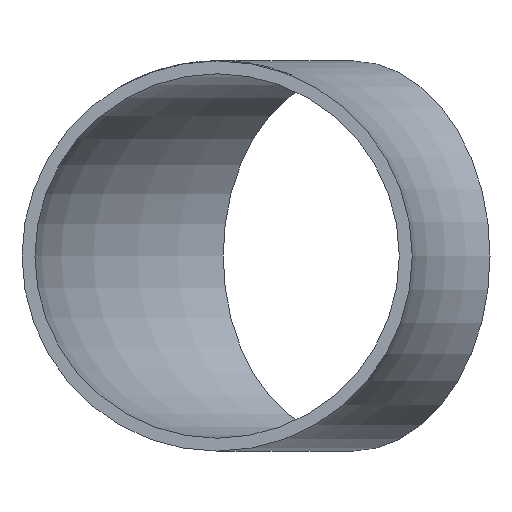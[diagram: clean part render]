
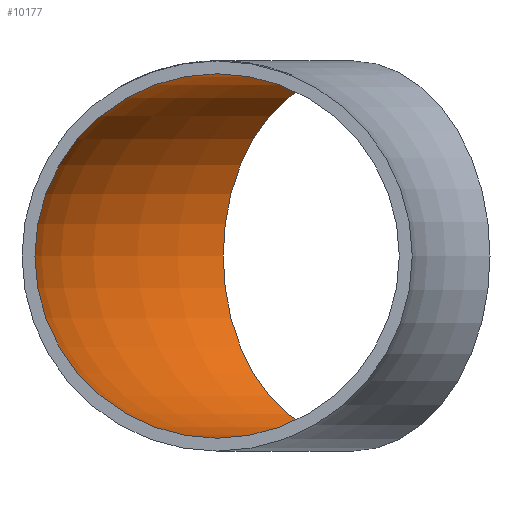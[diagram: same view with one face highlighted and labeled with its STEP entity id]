
A CAD part, front view. The second image highlights one B-rep face of the part: STEP entity #10177.
In plain terms, the highlighted toroidal (fillet/blend) face has major radius 57 mm and minor radius 22.55 mm.
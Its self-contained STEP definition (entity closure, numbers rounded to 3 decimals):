
#252 = DIRECTION ( 'NONE',  ( -0.707, 0.707, 0. ) ) ;
#3176 = EDGE_LOOP ( 'NONE', ( #12852 ) ) ;
#3454 = EDGE_LOOP ( 'NONE', ( #5192 ) ) ;
#3473 = CARTESIAN_POINT ( 'NONE',  ( -56.25, 56.25, 0. ) ) ;
#3806 = EDGE_CURVE ( 'NONE', #8574, #8574, #12888, .T. ) ;
#4175 = DIRECTION ( 'NONE',  ( 0., 1., 0. ) ) ;
#5192 = ORIENTED_EDGE ( 'NONE', *, *, #3806, .T. ) ;
#6694 = CARTESIAN_POINT ( 'NONE',  ( -40.305, 40.305, 0. ) ) ;
#6880 = CIRCLE ( 'NONE', #7642, 22.55 ) ;
#7620 = AXIS2_PLACEMENT_3D ( 'NONE', #7629, #13747, #11326 ) ;
#7629 = CARTESIAN_POINT ( 'NONE',  ( 0., 0., 0. ) ) ;
#7642 = AXIS2_PLACEMENT_3D ( 'NONE', #7713, #4175, #9189 ) ;
#7713 = CARTESIAN_POINT ( 'NONE',  ( -57., 0., 0. ) ) ;
#7715 = FACE_OUTER_BOUND ( 'NONE', #3176, .T. ) ;
#8574 = VERTEX_POINT ( 'NONE', #3473 ) ;
#8695 = FACE_OUTER_BOUND ( 'NONE', #3454, .T. ) ;
#9189 = DIRECTION ( 'NONE',  ( 0., 0., 1. ) ) ;
#9820 = CARTESIAN_POINT ( 'NONE',  ( -57., 0., 22.55 ) ) ;
#10177 = ADVANCED_FACE ( 'NONE', ( #8695, #7715 ), #14222, .F. ) ;
#11326 = DIRECTION ( 'NONE',  ( -1., 0., 0. ) ) ;
#11525 = DIRECTION ( 'NONE',  ( 0.707, 0.707, 0. ) ) ;
#12126 = VERTEX_POINT ( 'NONE', #9820 ) ;
#12852 = ORIENTED_EDGE ( 'NONE', *, *, #14707, .F. ) ;
#12888 = CIRCLE ( 'NONE', #16048, 22.55 ) ;
#13747 = DIRECTION ( 'NONE',  ( 0., 0., -1. ) ) ;
#14222 = TOROIDAL_SURFACE ( 'NONE', #7620, 57., 22.55 ) ;
#14707 = EDGE_CURVE ( 'NONE', #12126, #12126, #6880, .T. ) ;
#16048 = AXIS2_PLACEMENT_3D ( 'NONE', #6694, #11525, #252 ) ;
